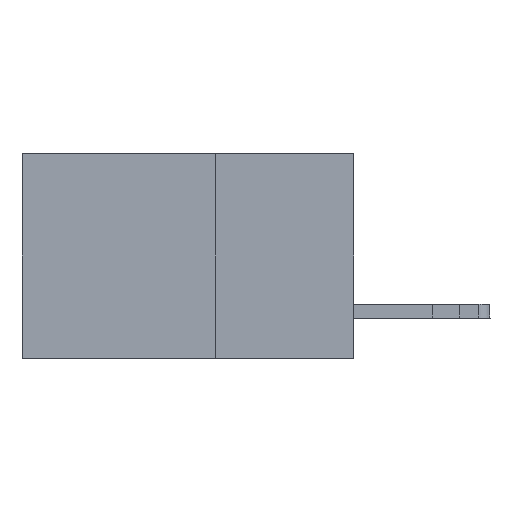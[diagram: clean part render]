
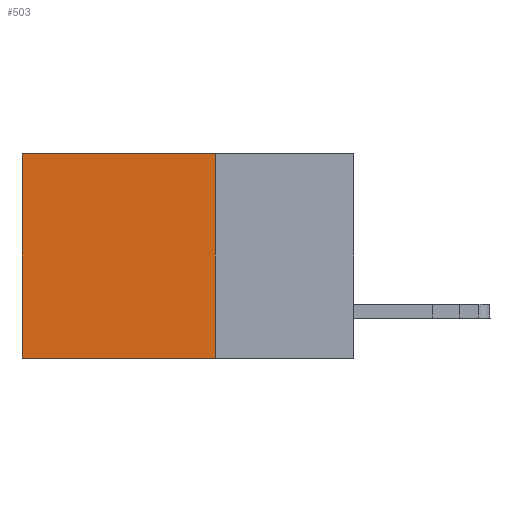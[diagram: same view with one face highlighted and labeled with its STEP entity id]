
A CAD part, left-side view. The second image highlights one B-rep face of the part: STEP entity #503.
In plain terms, the highlighted planar face has unit normal (-1, 0, 0).
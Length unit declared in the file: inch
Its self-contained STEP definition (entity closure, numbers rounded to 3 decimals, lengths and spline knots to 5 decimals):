
#115 = CARTESIAN_POINT ( 'NONE',  ( 0.2875, 0.25, 0. ) ) ;
#503 = ADVANCED_FACE ( 'NONE', ( #5344 ), #13345, .F. ) ;
#789 = VERTEX_POINT ( 'NONE', #10701 ) ;
#1025 = CARTESIAN_POINT ( 'NONE',  ( 0.2875, 0.25, 0. ) ) ;
#1662 = CARTESIAN_POINT ( 'NONE',  ( 0.2875, 0.6, 0. ) ) ;
#2287 = VECTOR ( 'NONE', #12595, 39.37008 ) ;
#3040 = VECTOR ( 'NONE', #16875, 39.37008 ) ;
#3133 = EDGE_LOOP ( 'NONE', ( #16720, #17670, #14133, #17913 ) ) ;
#4335 = VECTOR ( 'NONE', #12231, 39.37008 ) ;
#4794 = LINE ( 'NONE', #1025, #4335 ) ;
#5344 = FACE_OUTER_BOUND ( 'NONE', #3133, .T. ) ;
#6002 = CARTESIAN_POINT ( 'NONE',  ( 0.2875, 0.25, 0. ) ) ;
#6619 = EDGE_CURVE ( 'NONE', #10692, #15286, #9731, .T. ) ;
#7071 = EDGE_CURVE ( 'NONE', #789, #15096, #12102, .T. ) ;
#7445 = AXIS2_PLACEMENT_3D ( 'NONE', #115, #15610, #9302 ) ;
#8058 = CARTESIAN_POINT ( 'NONE',  ( 0.2875, 0.25, -0.37 ) ) ;
#8375 = CARTESIAN_POINT ( 'NONE',  ( 0.2875, 0.6, -0.37 ) ) ;
#8400 = VECTOR ( 'NONE', #16272, 39.37008 ) ;
#9302 = DIRECTION ( 'NONE',  ( 0., 0., -1. ) ) ;
#9731 = LINE ( 'NONE', #11213, #2287 ) ;
#10483 = LINE ( 'NONE', #1662, #3040 ) ;
#10692 = VERTEX_POINT ( 'NONE', #6002 ) ;
#10701 = CARTESIAN_POINT ( 'NONE',  ( 0.2875, 0.25, -0.37 ) ) ;
#10997 = EDGE_CURVE ( 'NONE', #10692, #789, #4794, .T. ) ;
#11213 = CARTESIAN_POINT ( 'NONE',  ( 0.2875, 0.25, 0. ) ) ;
#12102 = LINE ( 'NONE', #8058, #8400 ) ;
#12231 = DIRECTION ( 'NONE',  ( 0., 0., -1. ) ) ;
#12595 = DIRECTION ( 'NONE',  ( 0., 1., 0. ) ) ;
#12894 = CARTESIAN_POINT ( 'NONE',  ( 0.2875, 0.6, 0. ) ) ;
#13345 = PLANE ( 'NONE',  #7445 ) ;
#14133 = ORIENTED_EDGE ( 'NONE', *, *, #10997, .F. ) ;
#15096 = VERTEX_POINT ( 'NONE', #8375 ) ;
#15286 = VERTEX_POINT ( 'NONE', #12894 ) ;
#15610 = DIRECTION ( 'NONE',  ( 1., 0., 0. ) ) ;
#16272 = DIRECTION ( 'NONE',  ( 0., 1., 0. ) ) ;
#16720 = ORIENTED_EDGE ( 'NONE', *, *, #16971, .T. ) ;
#16875 = DIRECTION ( 'NONE',  ( 0., 0., -1. ) ) ;
#16971 = EDGE_CURVE ( 'NONE', #15286, #15096, #10483, .T. ) ;
#17670 = ORIENTED_EDGE ( 'NONE', *, *, #7071, .F. ) ;
#17913 = ORIENTED_EDGE ( 'NONE', *, *, #6619, .T. ) ;
